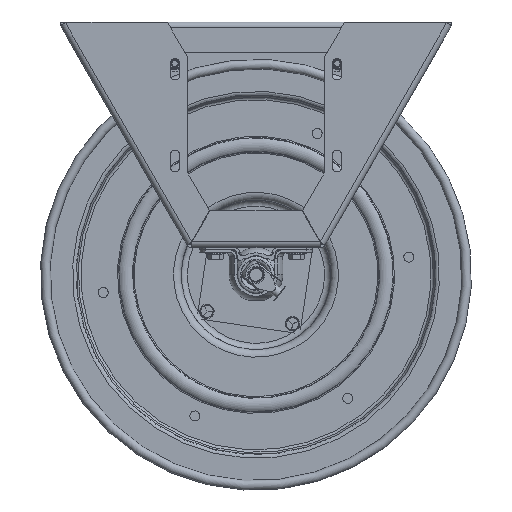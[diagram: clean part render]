
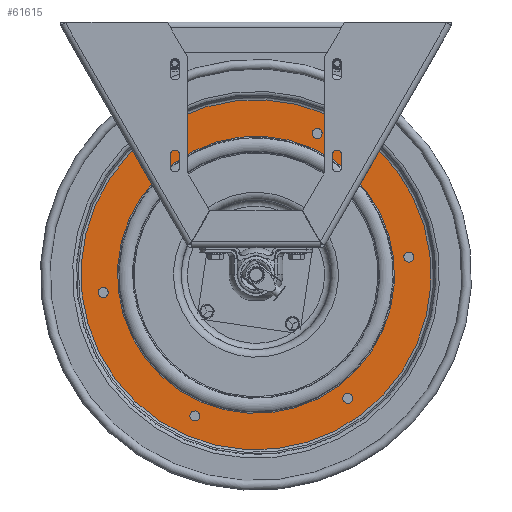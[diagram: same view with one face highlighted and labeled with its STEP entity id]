
A CAD part, front view. The second image highlights one B-rep face of the part: STEP entity #61615.
In plain terms, the highlighted planar face has unit normal (0, -1, 0).
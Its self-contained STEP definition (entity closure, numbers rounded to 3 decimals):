
#1586=FACE_BOUND('',#6823,.T.);
#1587=FACE_BOUND('',#6824,.T.);
#1588=FACE_BOUND('',#6825,.T.);
#1589=FACE_BOUND('',#6826,.T.);
#1590=FACE_BOUND('',#6827,.T.);
#1591=FACE_BOUND('',#6828,.T.);
#1592=FACE_BOUND('',#6829,.T.);
#2117=PLANE('',#65261);
#3710=FACE_OUTER_BOUND('',#6822,.T.);
#6822=EDGE_LOOP('',(#45152,#45153));
#6823=EDGE_LOOP('',(#45154,#45155));
#6824=EDGE_LOOP('',(#45156));
#6825=EDGE_LOOP('',(#45157));
#6826=EDGE_LOOP('',(#45158));
#6827=EDGE_LOOP('',(#45159));
#6828=EDGE_LOOP('',(#45160));
#6829=EDGE_LOOP('',(#45161));
#20256=CIRCLE('',#65258,5.667);
#20258=CIRCLE('',#65260,5.667);
#20259=CIRCLE('',#65262,7.159);
#20260=CIRCLE('',#65263,7.159);
#20261=CIRCLE('',#65264,0.205);
#20262=CIRCLE('',#65265,0.205);
#20263=CIRCLE('',#65266,0.205);
#20264=CIRCLE('',#65267,0.205);
#20265=CIRCLE('',#65268,0.205);
#20266=CIRCLE('',#65269,0.205);
#25247=VERTEX_POINT('',#103787);
#25248=VERTEX_POINT('',#103788);
#25249=VERTEX_POINT('',#103793);
#25250=VERTEX_POINT('',#103794);
#25251=VERTEX_POINT('',#103797);
#25252=VERTEX_POINT('',#103799);
#25253=VERTEX_POINT('',#103801);
#25254=VERTEX_POINT('',#103803);
#25255=VERTEX_POINT('',#103805);
#25256=VERTEX_POINT('',#103807);
#33243=EDGE_CURVE('',#25247,#25248,#20256,.T.);
#33245=EDGE_CURVE('',#25248,#25247,#20258,.T.);
#33246=EDGE_CURVE('',#25249,#25250,#20259,.T.);
#33247=EDGE_CURVE('',#25250,#25249,#20260,.T.);
#33248=EDGE_CURVE('',#25251,#25251,#20261,.T.);
#33249=EDGE_CURVE('',#25252,#25252,#20262,.T.);
#33250=EDGE_CURVE('',#25253,#25253,#20263,.T.);
#33251=EDGE_CURVE('',#25254,#25254,#20264,.T.);
#33252=EDGE_CURVE('',#25255,#25255,#20265,.T.);
#33253=EDGE_CURVE('',#25256,#25256,#20266,.T.);
#45152=ORIENTED_EDGE('',*,*,#33246,.T.);
#45153=ORIENTED_EDGE('',*,*,#33247,.T.);
#45154=ORIENTED_EDGE('',*,*,#33243,.F.);
#45155=ORIENTED_EDGE('',*,*,#33245,.F.);
#45156=ORIENTED_EDGE('',*,*,#33248,.T.);
#45157=ORIENTED_EDGE('',*,*,#33249,.T.);
#45158=ORIENTED_EDGE('',*,*,#33250,.T.);
#45159=ORIENTED_EDGE('',*,*,#33251,.T.);
#45160=ORIENTED_EDGE('',*,*,#33252,.T.);
#45161=ORIENTED_EDGE('',*,*,#33253,.T.);
#61615=ADVANCED_FACE('',(#3710,#1586,#1587,#1588,#1589,#1590,#1591,#1592),
#2117,.T.);
#65258=AXIS2_PLACEMENT_3D('',#103789,#73833,#73834);
#65260=AXIS2_PLACEMENT_3D('',#103791,#73837,#73838);
#65261=AXIS2_PLACEMENT_3D('',#103792,#73839,#73840);
#65262=AXIS2_PLACEMENT_3D('',#103795,#73841,#73842);
#65263=AXIS2_PLACEMENT_3D('',#103796,#73843,#73844);
#65264=AXIS2_PLACEMENT_3D('',#103798,#73845,#73846);
#65265=AXIS2_PLACEMENT_3D('',#103800,#73847,#73848);
#65266=AXIS2_PLACEMENT_3D('',#103802,#73849,#73850);
#65267=AXIS2_PLACEMENT_3D('',#103804,#73851,#73852);
#65268=AXIS2_PLACEMENT_3D('',#103806,#73853,#73854);
#65269=AXIS2_PLACEMENT_3D('',#103808,#73855,#73856);
#73833=DIRECTION('center_axis',(0.,-1.,0.));
#73834=DIRECTION('ref_axis',(0.803,0.,0.597));
#73837=DIRECTION('center_axis',(0.,-1.,0.));
#73838=DIRECTION('ref_axis',(0.803,0.,0.597));
#73839=DIRECTION('center_axis',(0.,-1.,0.));
#73840=DIRECTION('ref_axis',(0.597,0.,-0.803));
#73841=DIRECTION('center_axis',(0.,-1.,0.));
#73842=DIRECTION('ref_axis',(0.803,0.,0.597));
#73843=DIRECTION('center_axis',(0.,-1.,0.));
#73844=DIRECTION('ref_axis',(0.803,0.,0.597));
#73845=DIRECTION('center_axis',(0.,1.,0.));
#73846=DIRECTION('ref_axis',(-0.803,0.,-0.597));
#73847=DIRECTION('center_axis',(0.,1.,0.));
#73848=DIRECTION('ref_axis',(-0.918,0.,0.397));
#73849=DIRECTION('center_axis',(0.,1.,0.));
#73850=DIRECTION('ref_axis',(-0.115,0.,0.993));
#73851=DIRECTION('center_axis',(0.,1.,0.));
#73852=DIRECTION('ref_axis',(0.803,0.,0.597));
#73853=DIRECTION('center_axis',(0.,1.,0.));
#73854=DIRECTION('ref_axis',(0.918,0.,-0.397));
#73855=DIRECTION('center_axis',(0.,1.,0.));
#73856=DIRECTION('ref_axis',(0.115,0.,-0.993));
#103787=CARTESIAN_POINT('',(4.548,-4.153,3.371));
#103788=CARTESIAN_POINT('',(-3.381,-4.153,4.538));
#103789=CARTESIAN_POINT('Origin',(0.,-4.153,
-0.01));
#103791=CARTESIAN_POINT('Origin',(0.,-4.153,
-0.01));
#103792=CARTESIAN_POINT('Origin',(5.147,-4.153,3.816));
#103793=CARTESIAN_POINT('',(5.746,-4.153,4.261));
#103794=CARTESIAN_POINT('',(-4.271,-4.153,5.736));
#103795=CARTESIAN_POINT('Origin',(0.,-4.153,
-0.01));
#103796=CARTESIAN_POINT('Origin',(0.,-4.153,
-0.01));
#103797=CARTESIAN_POINT('',(-3.588,-4.153,5.161));
#103798=CARTESIAN_POINT('Origin',(-3.752,-4.153,5.038));
#103799=CARTESIAN_POINT('',(2.684,-4.153,5.682));
#103800=CARTESIAN_POINT('Origin',(2.496,-4.153,5.764));
#103801=CARTESIAN_POINT('',(6.272,-4.153,0.512));
#103802=CARTESIAN_POINT('Origin',(6.248,-4.153,0.715));
#103803=CARTESIAN_POINT('',(3.588,-4.153,-5.181));
#103804=CARTESIAN_POINT('Origin',(3.752,-4.153,-5.058));
#103805=CARTESIAN_POINT('',(-2.684,-4.153,-5.702));
#103806=CARTESIAN_POINT('Origin',(-2.496,-4.153,-5.784));
#103807=CARTESIAN_POINT('',(-6.272,-4.153,-0.532));
#103808=CARTESIAN_POINT('Origin',(-6.248,-4.153,-0.735));
